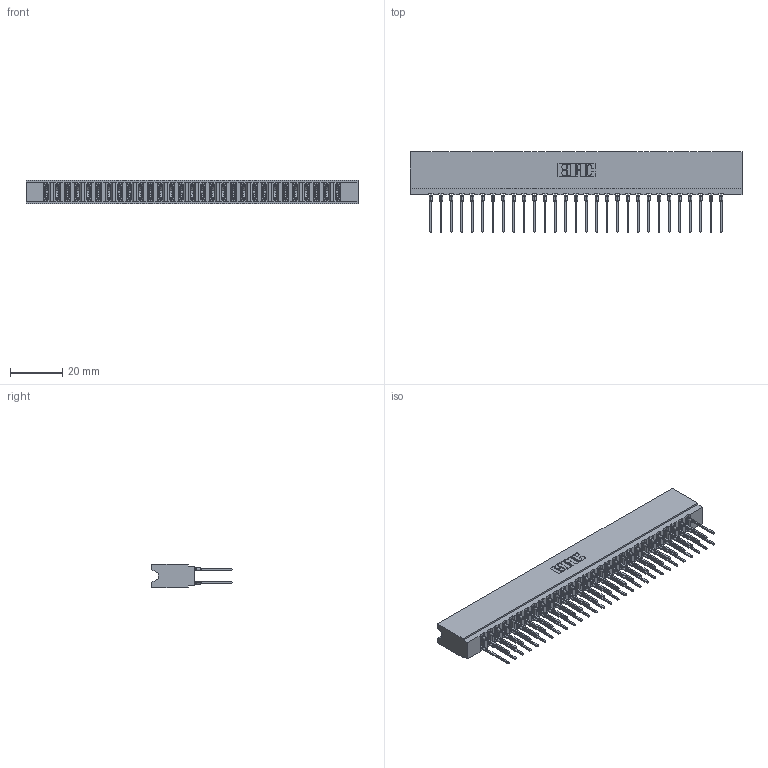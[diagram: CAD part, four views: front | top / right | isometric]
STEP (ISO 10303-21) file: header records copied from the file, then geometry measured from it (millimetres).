
FILE_DESCRIPTION (( 'STEP AP203' ), '1' );
FILE_NAME ('737-058-545-206.STEP', '2020-09-11T05:37:18', ( '' ), ( '' ), 'SwSTEP 2.0', 'SolidWorks 2020', '' );
FILE_SCHEMA (( 'CONFIG_CONTROL_DESIGN' ));
Length unit declared in the file: inch
Products named in the file (3): 737-058-545-206; 745-292-001_545; 737 Part_Insulator Option - 06
Assembly tree (59 placements, depth 2):
  737-058-545-206
    737 Part_Insulator Option - 06
    745-292-001_545  x58
Bounding box: 126.75 x 30.62 x 8.89 mm (x, y, z)
Volume: 12793.7 mm3; surface area: 19308.5 mm2
Topology: 59 solids, 59 shells, 5315 faces, 14293 edges, 8986 vertices
Faces by surface type: plane 2752, bspline 1160, cylinder 1055, torus 348
Entity records: 51547 total; most frequent: CARTESIAN_POINT 9454, ORIENTED_EDGE 8864, DIRECTION 7748, EDGE_CURVE 4432, VECTOR 4076, LINE 4076, VERTEX_POINT 2830, AXIS2_PLACEMENT_3D 1836
